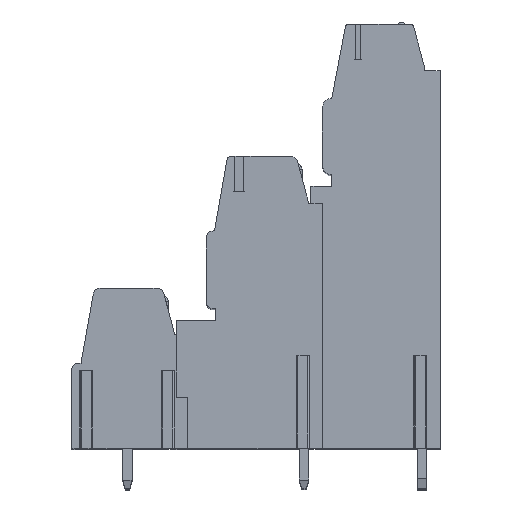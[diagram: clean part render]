
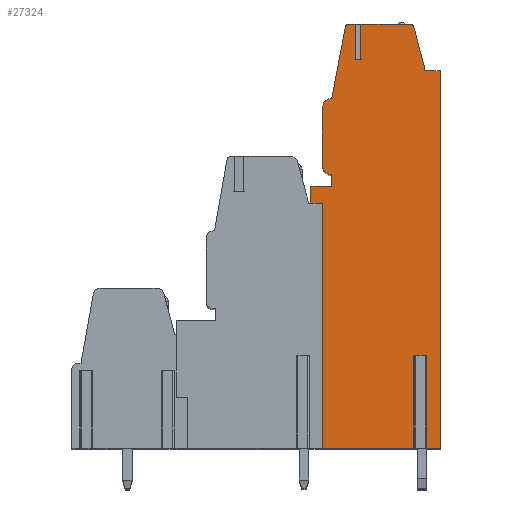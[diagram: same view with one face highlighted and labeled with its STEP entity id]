
A CAD part, top view. The second image highlights one B-rep face of the part: STEP entity #27324.
In plain terms, the highlighted planar face has unit normal (0, 0, 1).
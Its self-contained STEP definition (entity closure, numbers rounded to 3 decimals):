
#13=DIRECTION('',(0.,1.,0.));
#14=VECTOR('',#13,14.45);
#15=CARTESIAN_POINT('',(1.,-19.1,63.5));
#16=LINE('',#15,#14);
#17=DIRECTION('',(0.,-1.,0.));
#18=VECTOR('',#17,1.45);
#19=CARTESIAN_POINT('',(0.,3.5,63.5));
#20=LINE('',#19,#18);
#21=DIRECTION('',(-1.,0.,0.));
#22=VECTOR('',#21,1.8);
#23=CARTESIAN_POINT('',(1.8,3.5,63.5));
#24=LINE('',#23,#22);
#25=DIRECTION('',(0.,-1.,0.));
#26=VECTOR('',#25,1.);
#27=CARTESIAN_POINT('',(1.8,4.5,63.5));
#28=LINE('',#27,#26);
#29=CARTESIAN_POINT('',(1.8,5.3,63.5));
#30=DIRECTION('',(0.,0.,1.));
#31=DIRECTION('',(-1.,0.,0.));
#32=AXIS2_PLACEMENT_3D('',#29,#30,#31);
#34=DIRECTION('',(0.,-1.,0.));
#35=VECTOR('',#34,5.);
#36=CARTESIAN_POINT('',(1.,10.3,63.5));
#37=LINE('',#36,#35);
#38=CARTESIAN_POINT('',(1.8,10.3,63.5));
#39=DIRECTION('',(0.,0.,1.));
#40=DIRECTION('',(0.,1.,0.));
#41=AXIS2_PLACEMENT_3D('',#38,#39,#40);
#43=DIRECTION('',(-0.186,-0.983,0.));
#44=VECTOR('',#43,6.265);
#45=CARTESIAN_POINT('',(2.964,17.256,63.5));
#46=LINE('',#45,#44);
#47=CARTESIAN_POINT('',(3.259,17.2,63.5));
#48=DIRECTION('',(0.,0.,1.));
#49=DIRECTION('',(0.,1.,0.));
#50=AXIS2_PLACEMENT_3D('',#47,#48,#49);
#52=DIRECTION('',(-1.,0.,0.));
#53=VECTOR('',#52,0.551);
#54=CARTESIAN_POINT('',(3.81,17.5,63.5));
#55=LINE('',#54,#53);
#56=DIRECTION('',(0.,-1.,0.));
#57=VECTOR('',#56,3.05);
#58=CARTESIAN_POINT('',(3.81,17.5,63.5));
#59=LINE('',#58,#57);
#60=DIRECTION('',(1.,0.,0.));
#61=VECTOR('',#60,0.5);
#62=CARTESIAN_POINT('',(3.81,14.45,63.5));
#63=LINE('',#62,#61);
#64=DIRECTION('',(0.,-1.,0.));
#65=VECTOR('',#64,3.05);
#66=CARTESIAN_POINT('',(4.31,17.5,63.5));
#67=LINE('',#66,#65);
#68=DIRECTION('',(-1.,0.,0.));
#69=VECTOR('',#68,4.27);
#70=CARTESIAN_POINT('',(8.58,17.5,63.5));
#71=LINE('',#70,#69);
#72=CARTESIAN_POINT('',(8.58,17.2,63.5));
#73=DIRECTION('',(0.,0.,1.));
#74=DIRECTION('',(0.965,0.261,0.));
#75=AXIS2_PLACEMENT_3D('',#72,#73,#74);
#77=DIRECTION('',(-0.261,0.965,0.));
#78=VECTOR('',#77,3.539);
#79=CARTESIAN_POINT('',(9.792,13.861,63.5));
#80=LINE('',#79,#78);
#81=DIRECTION('',(-0.035,0.999,0.));
#82=VECTOR('',#81,0.361);
#83=CARTESIAN_POINT('',(9.805,13.5,63.5));
#84=LINE('',#83,#82);
#85=DIRECTION('',(-1.,0.,0.));
#86=VECTOR('',#85,1.355);
#87=CARTESIAN_POINT('',(11.16,13.5,63.5));
#88=LINE('',#87,#86);
#89=DIRECTION('',(0.,1.,0.));
#90=VECTOR('',#89,32.6);
#91=CARTESIAN_POINT('',(11.16,-19.1,63.5));
#92=LINE('',#91,#90);
#93=DIRECTION('',(1.,0.,0.));
#94=VECTOR('',#93,1.39);
#95=CARTESIAN_POINT('',(9.77,-19.1,63.5));
#96=LINE('',#95,#94);
#97=DIRECTION('',(0.,1.,0.));
#98=VECTOR('',#97,8.);
#99=CARTESIAN_POINT('',(9.77,-19.1,63.5));
#100=LINE('',#99,#98);
#101=DIRECTION('',(-1.,0.,0.));
#102=VECTOR('',#101,0.62);
#103=CARTESIAN_POINT('',(9.77,-11.1,63.5));
#104=LINE('',#103,#102);
#105=DIRECTION('',(0.,1.,0.));
#106=VECTOR('',#105,8.);
#107=CARTESIAN_POINT('',(9.15,-19.1,63.5));
#108=LINE('',#107,#106);
#109=DIRECTION('',(1.,0.,0.));
#110=VECTOR('',#109,8.15);
#111=CARTESIAN_POINT('',(1.,-19.1,63.5));
#112=LINE('',#111,#110);
#133=DIRECTION('',(-1.,0.,0.));
#134=VECTOR('',#133,1.195);
#135=CARTESIAN_POINT('',(1.,-4.65,63.5));
#136=LINE('',#135,#134);
#141=DIRECTION('',(-1.,0.,0.));
#142=VECTOR('',#141,0.195);
#143=CARTESIAN_POINT('',(0.,2.05,63.5));
#144=LINE('',#143,#142);
#675=DIRECTION('',(0.,-1.,0.));
#676=VECTOR('',#675,6.7);
#677=CARTESIAN_POINT('',(-0.195,2.05,63.5));
#678=LINE('',#677,#676);
#21537=CARTESIAN_POINT('',(11.16,-19.1,63.5));
#21538=CARTESIAN_POINT('',(11.16,13.5,63.5));
#21539=VERTEX_POINT('',#21537);
#21540=VERTEX_POINT('',#21538);
#21541=CARTESIAN_POINT('',(9.805,13.5,63.5));
#21542=VERTEX_POINT('',#21541);
#21543=CARTESIAN_POINT('',(9.792,13.861,63.5));
#21544=VERTEX_POINT('',#21543);
#21545=CARTESIAN_POINT('',(8.87,17.278,63.5));
#21546=VERTEX_POINT('',#21545);
#21547=CARTESIAN_POINT('',(8.58,17.5,63.5));
#21548=VERTEX_POINT('',#21547);
#21549=CARTESIAN_POINT('',(3.259,17.5,63.5));
#21550=CARTESIAN_POINT('',(2.964,17.256,63.5));
#21551=VERTEX_POINT('',#21549);
#21552=VERTEX_POINT('',#21550);
#21553=CARTESIAN_POINT('',(1.8,11.1,63.5));
#21554=VERTEX_POINT('',#21553);
#21555=CARTESIAN_POINT('',(1.,10.3,63.5));
#21556=VERTEX_POINT('',#21555);
#21557=CARTESIAN_POINT('',(1.,5.3,63.5));
#21558=VERTEX_POINT('',#21557);
#21559=CARTESIAN_POINT('',(1.8,4.5,63.5));
#21560=VERTEX_POINT('',#21559);
#21561=CARTESIAN_POINT('',(1.8,3.5,63.5));
#21562=VERTEX_POINT('',#21561);
#21563=CARTESIAN_POINT('',(0.,3.5,63.5));
#21564=VERTEX_POINT('',#21563);
#21663=CARTESIAN_POINT('',(1.,-19.1,63.5));
#21664=VERTEX_POINT('',#21663);
#21689=CARTESIAN_POINT('',(9.77,-11.1,63.5));
#21690=CARTESIAN_POINT('',(9.15,-11.1,63.5));
#21691=VERTEX_POINT('',#21689);
#21692=VERTEX_POINT('',#21690);
#21693=CARTESIAN_POINT('',(9.77,-19.1,63.5));
#21694=VERTEX_POINT('',#21693);
#21695=CARTESIAN_POINT('',(9.15,-19.1,63.5));
#21696=VERTEX_POINT('',#21695);
#21733=CARTESIAN_POINT('',(3.81,14.45,63.5));
#21734=CARTESIAN_POINT('',(4.31,14.45,63.5));
#21735=VERTEX_POINT('',#21733);
#21736=VERTEX_POINT('',#21734);
#21737=CARTESIAN_POINT('',(4.31,17.5,63.5));
#21738=VERTEX_POINT('',#21737);
#21739=CARTESIAN_POINT('',(3.81,17.5,63.5));
#21740=VERTEX_POINT('',#21739);
#22117=CARTESIAN_POINT('',(-0.195,-4.65,63.5));
#22119=VERTEX_POINT('',#22117);
#22121=CARTESIAN_POINT('',(0.,2.05,63.5));
#22122=CARTESIAN_POINT('',(-0.195,2.05,63.5));
#22123=VERTEX_POINT('',#22121);
#22124=VERTEX_POINT('',#22122);
#22129=CARTESIAN_POINT('',(1.,-4.65,63.5));
#22131=VERTEX_POINT('',#22129);
#27263=CARTESIAN_POINT('',(0.,0.,63.5));
#27264=DIRECTION('',(0.,0.,1.));
#27265=DIRECTION('',(1.,0.,0.));
#27266=AXIS2_PLACEMENT_3D('',#27263,#27264,#27265);
#27267=PLANE('',#27266);
#27269=ORIENTED_EDGE('',*,*,#27268,.T.);
#27271=ORIENTED_EDGE('',*,*,#27270,.T.);
#27273=ORIENTED_EDGE('',*,*,#27272,.F.);
#27275=ORIENTED_EDGE('',*,*,#27274,.F.);
#27277=ORIENTED_EDGE('',*,*,#27276,.F.);
#27279=ORIENTED_EDGE('',*,*,#27278,.F.);
#27281=ORIENTED_EDGE('',*,*,#27280,.F.);
#27283=ORIENTED_EDGE('',*,*,#27282,.F.);
#27285=ORIENTED_EDGE('',*,*,#27284,.F.);
#27287=ORIENTED_EDGE('',*,*,#27286,.F.);
#27289=ORIENTED_EDGE('',*,*,#27288,.F.);
#27291=ORIENTED_EDGE('',*,*,#27290,.F.);
#27293=ORIENTED_EDGE('',*,*,#27292,.F.);
#27295=ORIENTED_EDGE('',*,*,#27294,.T.);
#27297=ORIENTED_EDGE('',*,*,#27296,.T.);
#27299=ORIENTED_EDGE('',*,*,#27298,.F.);
#27301=ORIENTED_EDGE('',*,*,#27300,.F.);
#27303=ORIENTED_EDGE('',*,*,#27302,.F.);
#27305=ORIENTED_EDGE('',*,*,#27304,.F.);
#27307=ORIENTED_EDGE('',*,*,#27306,.F.);
#27309=ORIENTED_EDGE('',*,*,#27308,.F.);
#27311=ORIENTED_EDGE('',*,*,#27310,.F.);
#27313=ORIENTED_EDGE('',*,*,#27312,.F.);
#27315=ORIENTED_EDGE('',*,*,#27314,.T.);
#27317=ORIENTED_EDGE('',*,*,#27316,.T.);
#27319=ORIENTED_EDGE('',*,*,#27318,.F.);
#27321=ORIENTED_EDGE('',*,*,#27320,.F.);
#27322=EDGE_LOOP('',(#27269,#27271,#27273,#27275,#27277,#27279,#27281,#27283,
#27285,#27287,#27289,#27291,#27293,#27295,#27297,#27299,#27301,#27303,#27305,
#27307,#27309,#27311,#27313,#27315,#27317,#27319,#27321));
#27323=FACE_OUTER_BOUND('',#27322,.F.);
#33=CIRCLE('',#32,0.8);
#42=CIRCLE('',#41,0.8);
#51=CIRCLE('',#50,0.3);
#76=CIRCLE('',#75,0.3);
#27268=EDGE_CURVE('',#21664,#22131,#16,.T.);
#27270=EDGE_CURVE('',#22131,#22119,#136,.T.);
#27272=EDGE_CURVE('',#22124,#22119,#678,.T.);
#27274=EDGE_CURVE('',#22123,#22124,#144,.T.);
#27276=EDGE_CURVE('',#21564,#22123,#20,.T.);
#27278=EDGE_CURVE('',#21562,#21564,#24,.T.);
#27280=EDGE_CURVE('',#21560,#21562,#28,.T.);
#27282=EDGE_CURVE('',#21558,#21560,#33,.T.);
#27284=EDGE_CURVE('',#21556,#21558,#37,.T.);
#27286=EDGE_CURVE('',#21554,#21556,#42,.T.);
#27288=EDGE_CURVE('',#21552,#21554,#46,.T.);
#27290=EDGE_CURVE('',#21551,#21552,#51,.T.);
#27292=EDGE_CURVE('',#21740,#21551,#55,.T.);
#27294=EDGE_CURVE('',#21740,#21735,#59,.T.);
#27296=EDGE_CURVE('',#21735,#21736,#63,.T.);
#27298=EDGE_CURVE('',#21738,#21736,#67,.T.);
#27300=EDGE_CURVE('',#21548,#21738,#71,.T.);
#27302=EDGE_CURVE('',#21546,#21548,#76,.T.);
#27304=EDGE_CURVE('',#21544,#21546,#80,.T.);
#27306=EDGE_CURVE('',#21542,#21544,#84,.T.);
#27308=EDGE_CURVE('',#21540,#21542,#88,.T.);
#27310=EDGE_CURVE('',#21539,#21540,#92,.T.);
#27312=EDGE_CURVE('',#21694,#21539,#96,.T.);
#27314=EDGE_CURVE('',#21694,#21691,#100,.T.);
#27316=EDGE_CURVE('',#21691,#21692,#104,.T.);
#27318=EDGE_CURVE('',#21696,#21692,#108,.T.);
#27320=EDGE_CURVE('',#21664,#21696,#112,.T.);
#27324=ADVANCED_FACE('',(#27323),#27267,.T.);
